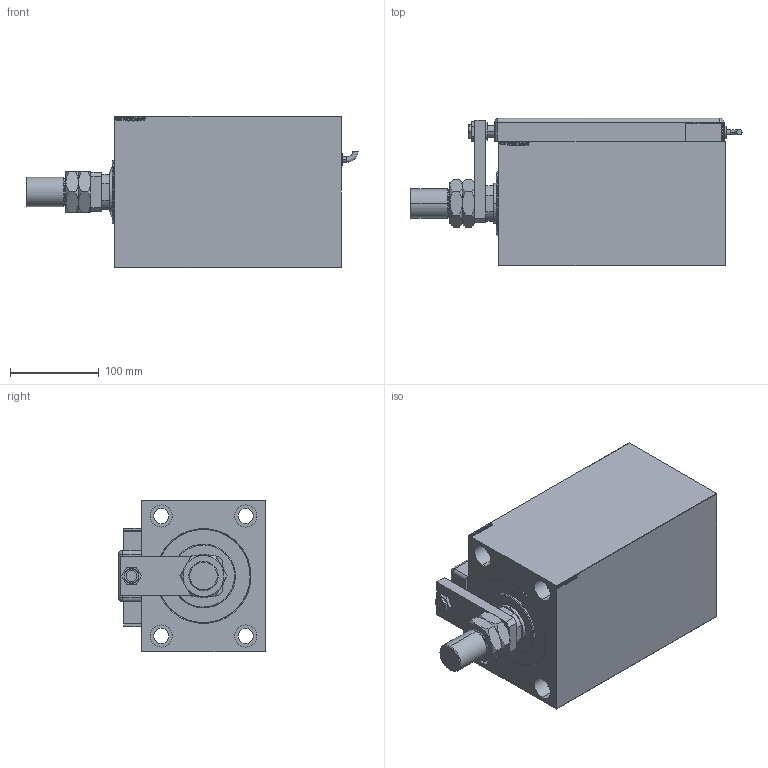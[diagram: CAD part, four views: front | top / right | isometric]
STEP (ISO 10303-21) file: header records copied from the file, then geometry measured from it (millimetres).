
FILE_DESCRIPTION (( 'STEP AP203' ), '1' );
FILE_NAME ('9be0.STEP', '2024-02-11T22:49:42', ( '' ), ( '' ), 'SwSTEP 2.0', 'SolidWorks 2019', '' );
FILE_SCHEMA (( 'CONFIG_CONTROL_DESIGN' ));
Length unit declared in the file: millimetre
Products named in the file (14): ZARAZKA_Q 08b1cd78eae4664f8175de8e0d79c8d6; MAGNETIC SWITCH Q 08b1cd78eae4664f8175de8e0d79c8d6; V450CM_C_Body 08b1cd78eae4664f8175de8e0d79c8d6; TYC 08b1cd78eae4664f8175de8e0d79c8d6; SWITCH_Q_FRONT_BACK 08b1cd78eae4664f8175de8e0d79c8d6; V450CM_C_VCP 08b1cd78eae4664f8175de8e0d79c8d6; Q_T_W_MTA 08b1cd78eae4664f8175de8e0d79c8d6; V450CM_VC_B 08b1cd78eae4664f8175de8e0d79c8d6; NUT_D13 08b1cd78eae4664f8175de8e0d79c8d6; SWITCH DIM A_G 08b1cd78eae4664f8175de8e0d79c8d6; NUT_D19 08b1cd78eae4664f8175de8e0d79c8d6; SWITCH Q 08b1cd78eae4664f8175de8e0d79c8d6; 9be0; KRYT 08b1cd78eae4664f8175de8e0d79c8d6
Assembly tree (14 placements, depth 3):
  9be0
    V450CM_C_Body 08b1cd78eae4664f8175de8e0d79c8d6
    V450CM_C_VCP 08b1cd78eae4664f8175de8e0d79c8d6
    V450CM_VC_B 08b1cd78eae4664f8175de8e0d79c8d6
    MAGNETIC SWITCH Q 08b1cd78eae4664f8175de8e0d79c8d6
      SWITCH_Q_FRONT_BACK 08b1cd78eae4664f8175de8e0d79c8d6
      TYC 08b1cd78eae4664f8175de8e0d79c8d6
      ZARAZKA_Q 08b1cd78eae4664f8175de8e0d79c8d6
      SWITCH DIM A_G 08b1cd78eae4664f8175de8e0d79c8d6
      NUT_D19 08b1cd78eae4664f8175de8e0d79c8d6
      NUT_D13 08b1cd78eae4664f8175de8e0d79c8d6
      KRYT 08b1cd78eae4664f8175de8e0d79c8d6
      SWITCH Q 08b1cd78eae4664f8175de8e0d79c8d6  x2
    Q_T_W_MTA 08b1cd78eae4664f8175de8e0d79c8d6
Bounding box: 373.76 x 165.8 x 170 mm (x, y, z)
Volume: 5185576.3 mm3; surface area: 536714.6 mm2
Topology: 14 solids, 14 shells, 1298 faces, 3268 edges, 2145 vertices
Faces by surface type: plane 630, bspline 471, cylinder 121, cone 50, torus 24, sphere 2
Entity records: 61542 total; most frequent: CARTESIAN_POINT 32846, ORIENTED_EDGE 6340, DIRECTION 4070, EDGE_CURVE 3170, VERTEX_POINT 2085, LINE 1848, VECTOR 1848, EDGE_LOOP 1433
